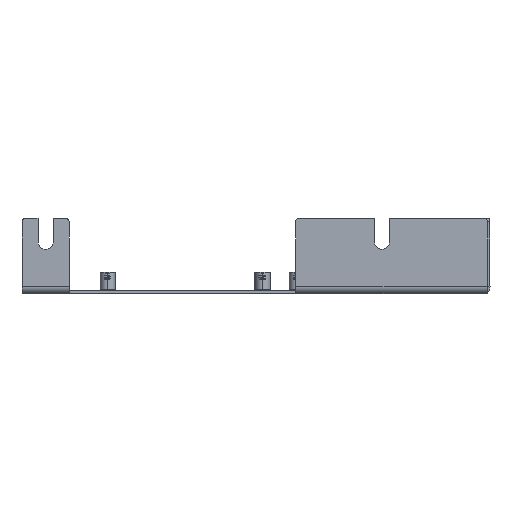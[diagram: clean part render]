
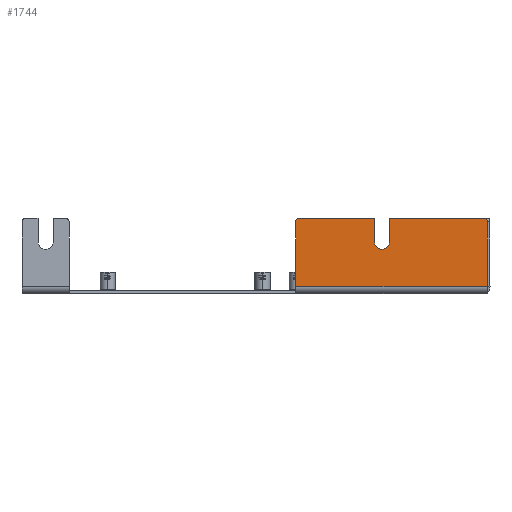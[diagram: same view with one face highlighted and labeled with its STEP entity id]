
A CAD part, left-side view. The second image highlights one B-rep face of the part: STEP entity #1744.
In plain terms, the highlighted planar face has unit normal (-1, 0, 0).
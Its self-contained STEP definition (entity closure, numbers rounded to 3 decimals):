
#15 = VECTOR ( 'NONE', #1184, 1000. ) ;
#48 = VECTOR ( 'NONE', #3729, 1000. ) ;
#299 = VECTOR ( 'NONE', #6504, 1000. ) ;
#346 = DIRECTION ( 'NONE',  ( -1., 0., 0. ) ) ;
#390 = ORIENTED_EDGE ( 'NONE', *, *, #4268, .F. ) ;
#460 = LINE ( 'NONE', #3686, #299 ) ;
#485 = AXIS2_PLACEMENT_3D ( 'NONE', #3372, #346, #3890 ) ;
#492 = LINE ( 'NONE', #2111, #3006 ) ;
#601 = CARTESIAN_POINT ( 'NONE',  ( -670., 64.5, 737.633 ) ) ;
#648 = DIRECTION ( 'NONE',  ( -1., 0., 0. ) ) ;
#793 = CARTESIAN_POINT ( 'NONE',  ( -670., 59.5, 739.633 ) ) ;
#831 = DIRECTION ( 'NONE',  ( -1., 0., 0. ) ) ;
#854 = VECTOR ( 'NONE', #1626, 1000. ) ;
#986 = LINE ( 'NONE', #4900, #6051 ) ;
#1096 = AXIS2_PLACEMENT_3D ( 'NONE', #601, #648, #3691 ) ;
#1144 = CARTESIAN_POINT ( 'NONE',  ( -670., 58.5, 758.633 ) ) ;
#1184 = DIRECTION ( 'NONE',  ( 0., 0., 1. ) ) ;
#1430 = EDGE_CURVE ( 'NONE', #3276, #3046, #460, .T. ) ;
#1560 = EDGE_CURVE ( 'NONE', #6338, #3276, #3862, .T. ) ;
#1607 = PLANE ( 'NONE',  #1096 ) ;
#1626 = DIRECTION ( 'NONE',  ( 0., 0., -1. ) ) ;
#1673 = EDGE_CURVE ( 'NONE', #6338, #3435, #2036, .T. ) ;
#1690 = VERTEX_POINT ( 'NONE', #2163 ) ;
#1713 = FACE_OUTER_BOUND ( 'NONE', #4957, .T. ) ;
#1744 = ADVANCED_FACE ( 'NONE', ( #1713 ), #1607, .T. ) ;
#1815 = EDGE_CURVE ( 'NONE', #3435, #6216, #2575, .T. ) ;
#1836 = AXIS2_PLACEMENT_3D ( 'NONE', #3858, #831, #4365 ) ;
#1989 = EDGE_CURVE ( 'NONE', #3842, #5744, #4817, .T. ) ;
#2036 = LINE ( 'NONE', #4519, #854 ) ;
#2092 = ORIENTED_EDGE ( 'NONE', *, *, #1673, .F. ) ;
#2111 = CARTESIAN_POINT ( 'NONE',  ( -670., 64.5, 758.633 ) ) ;
#2151 = DIRECTION ( 'NONE',  ( -1., 0., 0. ) ) ;
#2163 = CARTESIAN_POINT ( 'NONE',  ( -670., 59.5, 757.633 ) ) ;
#2211 = ORIENTED_EDGE ( 'NONE', *, *, #6561, .T. ) ;
#2245 = DIRECTION ( 'NONE',  ( 0., 0., -1. ) ) ;
#2275 = CARTESIAN_POINT ( 'NONE',  ( -670., 48.25, 739.633 ) ) ;
#2317 = CARTESIAN_POINT ( 'NONE',  ( -670., 37.6, 752.133 ) ) ;
#2445 = ORIENTED_EDGE ( 'NONE', *, *, #1815, .F. ) ;
#2564 = CARTESIAN_POINT ( 'NONE',  ( -670., 33.4, 758.633 ) ) ;
#2569 = CARTESIAN_POINT ( 'NONE',  ( -670., 37.6, 758.633 ) ) ;
#2575 = LINE ( 'NONE', #2275, #48 ) ;
#3006 = VECTOR ( 'NONE', #6168, 1000. ) ;
#3046 = VERTEX_POINT ( 'NONE', #2564 ) ;
#3092 = ORIENTED_EDGE ( 'NONE', *, *, #1430, .T. ) ;
#3255 = CARTESIAN_POINT ( 'NONE',  ( -670., 33.4, 752.133 ) ) ;
#3276 = VERTEX_POINT ( 'NONE', #6487 ) ;
#3372 = CARTESIAN_POINT ( 'NONE',  ( -670., 58.5, 757.633 ) ) ;
#3417 = ORIENTED_EDGE ( 'NONE', *, *, #5961, .F. ) ;
#3435 = VERTEX_POINT ( 'NONE', #3873 ) ;
#3452 = VECTOR ( 'NONE', #2245, 1000. ) ;
#3686 = CARTESIAN_POINT ( 'NONE',  ( -670., 64.5, 758.633 ) ) ;
#3691 = DIRECTION ( 'NONE',  ( 0., 0., 1. ) ) ;
#3729 = DIRECTION ( 'NONE',  ( 0., 1., 0. ) ) ;
#3842 = VERTEX_POINT ( 'NONE', #2569 ) ;
#3858 = CARTESIAN_POINT ( 'NONE',  ( -670., 35.5, 752.133 ) ) ;
#3862 = CIRCLE ( 'NONE', #6308, 1. ) ;
#3873 = CARTESIAN_POINT ( 'NONE',  ( -670., 6.201, 739.633 ) ) ;
#3890 = DIRECTION ( 'NONE',  ( 0., 0., 1. ) ) ;
#4007 = ORIENTED_EDGE ( 'NONE', *, *, #1560, .T. ) ;
#4063 = LINE ( 'NONE', #4171, #15 ) ;
#4090 = EDGE_CURVE ( 'NONE', #5944, #1690, #5597, .T. ) ;
#4171 = CARTESIAN_POINT ( 'NONE',  ( -670., 33.4, 752.133 ) ) ;
#4268 = EDGE_CURVE ( 'NONE', #5744, #5654, #4804, .T. ) ;
#4365 = DIRECTION ( 'NONE',  ( 0., 0., 1. ) ) ;
#4441 = CARTESIAN_POINT ( 'NONE',  ( -670., 37.6, 758.633 ) ) ;
#4519 = CARTESIAN_POINT ( 'NONE',  ( -670., 6.201, 737.633 ) ) ;
#4627 = ORIENTED_EDGE ( 'NONE', *, *, #1989, .F. ) ;
#4701 = CARTESIAN_POINT ( 'NONE',  ( -670., 7.201, 757.633 ) ) ;
#4804 = CIRCLE ( 'NONE', #1836, 2.1 ) ;
#4817 = LINE ( 'NONE', #4441, #3452 ) ;
#4892 = EDGE_CURVE ( 'NONE', #1690, #6216, #986, .T. ) ;
#4900 = CARTESIAN_POINT ( 'NONE',  ( -670., 59.5, 737.633 ) ) ;
#4957 = EDGE_LOOP ( 'NONE', ( #3417, #390, #4627, #2211, #6136, #5510, #2445, #2092, #4007, #3092 ) ) ;
#5510 = ORIENTED_EDGE ( 'NONE', *, *, #4892, .T. ) ;
#5597 = CIRCLE ( 'NONE', #485, 1. ) ;
#5654 = VERTEX_POINT ( 'NONE', #3255 ) ;
#5744 = VERTEX_POINT ( 'NONE', #2317 ) ;
#5915 = DIRECTION ( 'NONE',  ( 0., 0., -1. ) ) ;
#5944 = VERTEX_POINT ( 'NONE', #1144 ) ;
#5961 = EDGE_CURVE ( 'NONE', #5654, #3046, #4063, .T. ) ;
#5979 = CARTESIAN_POINT ( 'NONE',  ( -670., 6.201, 757.633 ) ) ;
#6051 = VECTOR ( 'NONE', #5915, 1000. ) ;
#6136 = ORIENTED_EDGE ( 'NONE', *, *, #4090, .T. ) ;
#6168 = DIRECTION ( 'NONE',  ( 0., 1., 0. ) ) ;
#6206 = DIRECTION ( 'NONE',  ( 0., 0., 1. ) ) ;
#6216 = VERTEX_POINT ( 'NONE', #793 ) ;
#6308 = AXIS2_PLACEMENT_3D ( 'NONE', #4701, #2151, #6206 ) ;
#6338 = VERTEX_POINT ( 'NONE', #5979 ) ;
#6487 = CARTESIAN_POINT ( 'NONE',  ( -670., 7.201, 758.633 ) ) ;
#6504 = DIRECTION ( 'NONE',  ( 0., 1., 0. ) ) ;
#6561 = EDGE_CURVE ( 'NONE', #3842, #5944, #492, .T. ) ;
